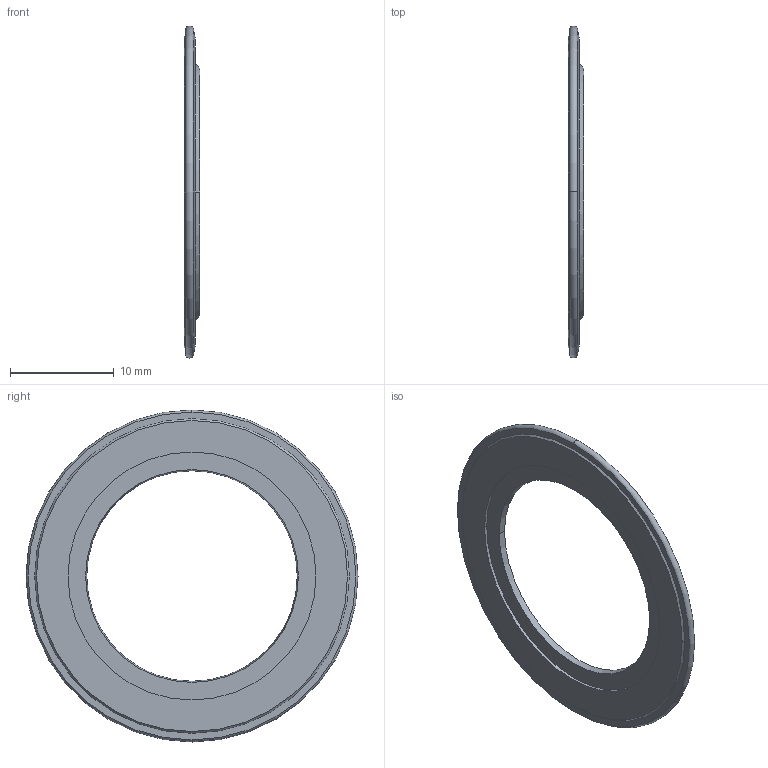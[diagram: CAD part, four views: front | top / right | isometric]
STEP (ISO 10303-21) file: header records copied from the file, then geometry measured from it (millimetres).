
FILE_DESCRIPTION (( 'STEP AP203' ), '1' );
FILE_NAME ('skf_bearing_6003-2rsh_2_03_Default_sldprt.STEP', '2025-04-30T19:13:27', ( '' ), ( '' ), 'SwSTEP 2.0', 'SolidWorks 2024', '' );
FILE_SCHEMA (( 'CONFIG_CONTROL_DESIGN' ));
Length unit declared in the file: millimetre
Products named in the file (1): skf_bearing_6003-2rsh_2_03_Default_sldprt
Bounding box: 1.52 x 32.03 x 32.03 mm (x, y, z)
Volume: 371.7 mm3; surface area: 1171.2 mm2
Topology: 1 solids, 1 shells, 22 faces, 46 edges, 28 vertices
Faces by surface type: cone 10, cylinder 6, plane 4, torus 2
Entity records: 677 total; most frequent: DIRECTION 122, CARTESIAN_POINT 97, ORIENTED_EDGE 92, AXIS2_PLACEMENT_3D 53, EDGE_CURVE 46, CIRCLE 30, VERTEX_POINT 28, EDGE_LOOP 26
